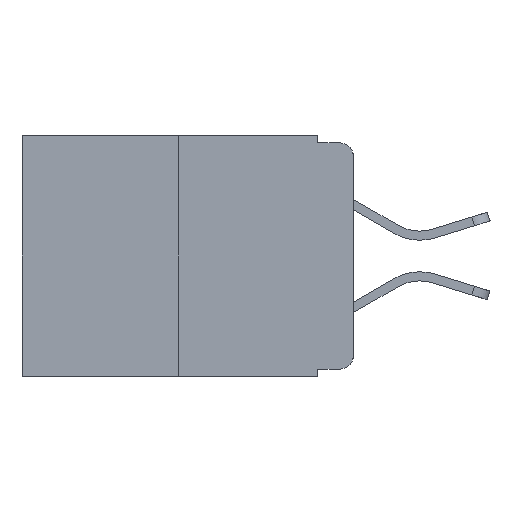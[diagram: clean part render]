
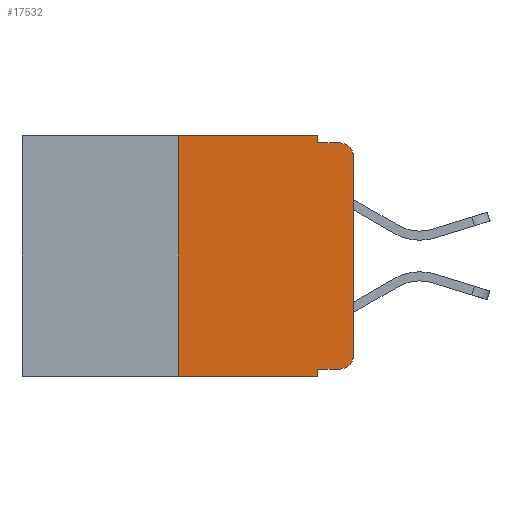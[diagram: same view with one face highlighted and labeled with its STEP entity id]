
A CAD part, left-side view. The second image highlights one B-rep face of the part: STEP entity #17532.
In plain terms, the highlighted planar face has unit normal (-1, 0, 0).
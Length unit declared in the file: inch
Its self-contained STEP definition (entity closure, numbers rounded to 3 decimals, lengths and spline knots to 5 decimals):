
#182 = EDGE_LOOP ( 'NONE', ( #7057, #8357, #1361, #11320, #20478, #17245, #14305, #2527, #11513, #6858 ) ) ;
#307 = CARTESIAN_POINT ( 'NONE',  ( 0., 0.051, -0.343 ) ) ;
#316 = VERTEX_POINT ( 'NONE', #13929 ) ;
#524 = CARTESIAN_POINT ( 'NONE',  ( 0., 0., 0. ) ) ;
#1164 = VERTEX_POINT ( 'NONE', #6729 ) ;
#1361 = ORIENTED_EDGE ( 'NONE', *, *, #4752, .F. ) ;
#1519 = LINE ( 'NONE', #15220, #15330 ) ;
#2082 = DIRECTION ( 'NONE',  ( 0., 0., -1. ) ) ;
#2317 = CARTESIAN_POINT ( 'NONE',  ( 0., 0.051, 0. ) ) ;
#2527 = ORIENTED_EDGE ( 'NONE', *, *, #12194, .F. ) ;
#2630 = DIRECTION ( 'NONE',  ( 0., 0., -1. ) ) ;
#2758 = CARTESIAN_POINT ( 'NONE',  ( 0., 0.051, -0.01 ) ) ;
#2953 = CARTESIAN_POINT ( 'NONE',  ( 0., 0.051, 0. ) ) ;
#3035 = VECTOR ( 'NONE', #8243, 39.37008 ) ;
#3973 = DIRECTION ( 'NONE',  ( 1., 0., 0. ) ) ;
#4131 = CARTESIAN_POINT ( 'NONE',  ( 0., 0.473, 0. ) ) ;
#4752 = EDGE_CURVE ( 'NONE', #19542, #22188, #10761, .T. ) ;
#5469 = VECTOR ( 'NONE', #21201, 39.37008 ) ;
#5736 = VERTEX_POINT ( 'NONE', #11778 ) ;
#5937 = AXIS2_PLACEMENT_3D ( 'NONE', #16404, #20262, #18477 ) ;
#6086 = VERTEX_POINT ( 'NONE', #14711 ) ;
#6334 = LINE ( 'NONE', #8029, #5469 ) ;
#6729 = CARTESIAN_POINT ( 'NONE',  ( 0., 0., -0.313 ) ) ;
#6858 = ORIENTED_EDGE ( 'NONE', *, *, #8767, .T. ) ;
#7057 = ORIENTED_EDGE ( 'NONE', *, *, #22639, .T. ) ;
#7071 = CARTESIAN_POINT ( 'NONE',  ( 0., 0.02, -0.03 ) ) ;
#7110 = VECTOR ( 'NONE', #15455, 39.37008 ) ;
#7522 = VECTOR ( 'NONE', #14115, 39.37008 ) ;
#8029 = CARTESIAN_POINT ( 'NONE',  ( 0., 0.25, 0. ) ) ;
#8243 = DIRECTION ( 'NONE',  ( 0., -1., 0. ) ) ;
#8357 = ORIENTED_EDGE ( 'NONE', *, *, #8820, .T. ) ;
#8602 = CARTESIAN_POINT ( 'NONE',  ( 0., 0.473, 0. ) ) ;
#8622 = LINE ( 'NONE', #10058, #3035 ) ;
#8767 = EDGE_CURVE ( 'NONE', #24040, #1164, #19433, .T. ) ;
#8820 = EDGE_CURVE ( 'NONE', #19533, #22188, #14416, .T. ) ;
#8981 = DIRECTION ( 'NONE',  ( 0., 0., -1. ) ) ;
#10058 = CARTESIAN_POINT ( 'NONE',  ( 0., 0.051, -0.333 ) ) ;
#10657 = DIRECTION ( 'NONE',  ( 0., -1., 0. ) ) ;
#10761 = LINE ( 'NONE', #16107, #7522 ) ;
#10946 = LINE ( 'NONE', #524, #16273 ) ;
#11320 = ORIENTED_EDGE ( 'NONE', *, *, #12116, .F. ) ;
#11335 = VECTOR ( 'NONE', #10657, 39.37008 ) ;
#11377 = EDGE_CURVE ( 'NONE', #316, #16313, #1519, .T. ) ;
#11513 = ORIENTED_EDGE ( 'NONE', *, *, #21832, .T. ) ;
#11778 = CARTESIAN_POINT ( 'NONE',  ( 0., 0.25, 0. ) ) ;
#12116 = EDGE_CURVE ( 'NONE', #6086, #19542, #21253, .T. ) ;
#12143 = DIRECTION ( 'NONE',  ( 0., 0., 1. ) ) ;
#12194 = EDGE_CURVE ( 'NONE', #18756, #16313, #15315, .T. ) ;
#12432 = AXIS2_PLACEMENT_3D ( 'NONE', #4131, #3973, #2082 ) ;
#13675 = LINE ( 'NONE', #8602, #11335 ) ;
#13929 = CARTESIAN_POINT ( 'NONE',  ( 0., 0.25, -0.343 ) ) ;
#14115 = DIRECTION ( 'NONE',  ( 0., -1., 0. ) ) ;
#14305 = ORIENTED_EDGE ( 'NONE', *, *, #11377, .T. ) ;
#14416 = CIRCLE ( 'NONE', #15567, 0.02 ) ;
#14493 = DIRECTION ( 'NONE',  ( -1., 0., 0. ) ) ;
#14711 = CARTESIAN_POINT ( 'NONE',  ( 0., 0.051, 0. ) ) ;
#15220 = CARTESIAN_POINT ( 'NONE',  ( 0., 0.473, -0.343 ) ) ;
#15232 = EDGE_CURVE ( 'NONE', #5736, #6086, #13675, .T. ) ;
#15315 = LINE ( 'NONE', #2953, #18012 ) ;
#15330 = VECTOR ( 'NONE', #22593, 39.37008 ) ;
#15375 = PLANE ( 'NONE',  #12432 ) ;
#15455 = DIRECTION ( 'NONE',  ( 0., 0., -1. ) ) ;
#15567 = AXIS2_PLACEMENT_3D ( 'NONE', #7071, #14493, #8981 ) ;
#16107 = CARTESIAN_POINT ( 'NONE',  ( 0., 0.051, -0.01 ) ) ;
#16172 = CARTESIAN_POINT ( 'NONE',  ( 0., 0., -0.03 ) ) ;
#16273 = VECTOR ( 'NONE', #12143, 39.37008 ) ;
#16313 = VERTEX_POINT ( 'NONE', #307 ) ;
#16404 = CARTESIAN_POINT ( 'NONE',  ( 0., 0.02, -0.313 ) ) ;
#16852 = CARTESIAN_POINT ( 'NONE',  ( 0., 0.051, -0.333 ) ) ;
#17245 = ORIENTED_EDGE ( 'NONE', *, *, #19432, .F. ) ;
#17532 = ADVANCED_FACE ( 'NONE', ( #22385 ), #15375, .F. ) ;
#17881 = CARTESIAN_POINT ( 'NONE',  ( 0., 0.02, -0.01 ) ) ;
#18012 = VECTOR ( 'NONE', #2630, 39.37008 ) ;
#18039 = CARTESIAN_POINT ( 'NONE',  ( 0., 0.02, -0.333 ) ) ;
#18477 = DIRECTION ( 'NONE',  ( 0., 0., -1. ) ) ;
#18756 = VERTEX_POINT ( 'NONE', #16852 ) ;
#19432 = EDGE_CURVE ( 'NONE', #316, #5736, #6334, .T. ) ;
#19433 = CIRCLE ( 'NONE', #5937, 0.02 ) ;
#19533 = VERTEX_POINT ( 'NONE', #16172 ) ;
#19542 = VERTEX_POINT ( 'NONE', #2758 ) ;
#20262 = DIRECTION ( 'NONE',  ( -1., 0., 0. ) ) ;
#20478 = ORIENTED_EDGE ( 'NONE', *, *, #15232, .F. ) ;
#21201 = DIRECTION ( 'NONE',  ( 0., 0., 1. ) ) ;
#21253 = LINE ( 'NONE', #2317, #7110 ) ;
#21832 = EDGE_CURVE ( 'NONE', #18756, #24040, #8622, .T. ) ;
#22188 = VERTEX_POINT ( 'NONE', #17881 ) ;
#22385 = FACE_OUTER_BOUND ( 'NONE', #182, .T. ) ;
#22593 = DIRECTION ( 'NONE',  ( 0., -1., 0. ) ) ;
#22639 = EDGE_CURVE ( 'NONE', #1164, #19533, #10946, .T. ) ;
#24040 = VERTEX_POINT ( 'NONE', #18039 ) ;
